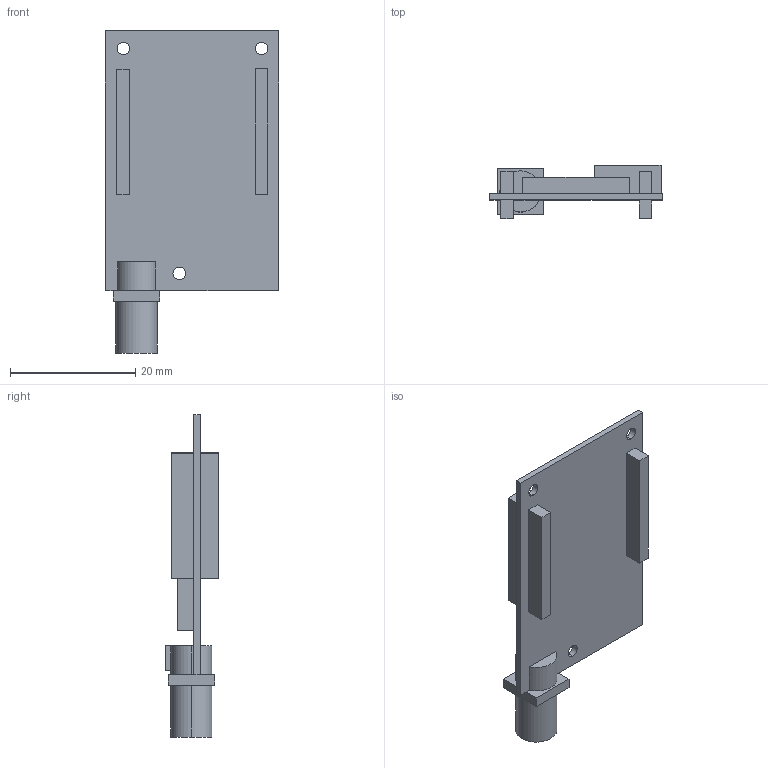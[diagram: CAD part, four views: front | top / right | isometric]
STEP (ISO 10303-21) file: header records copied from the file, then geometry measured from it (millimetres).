
FILE_DESCRIPTION (( 'STEP AP214' ), '1' );
FILE_NAME ('simpleRTK2Blite.STEP', '2020-07-23T23:50:15', ( '' ), ( '' ), 'SwSTEP 2.0', 'SolidWorks 2017', '' );
FILE_SCHEMA (( 'AUTOMOTIVE_DESIGN' ));
Length unit declared in the file: millimetre
Products named in the file (1): simpleRTK2Blite
Bounding box: 27.68 x 8.6 x 51.53 mm (x, y, z)
Volume: 3345.7 mm3; surface area: 3711.3 mm2
Topology: 1 solids, 1 shells, 264 faces, 692 edges, 460 vertices
Faces by surface type: plane 169, bspline 83, cylinder 12
Entity records: 12416 total; most frequent: CARTESIAN_POINT 5828, ORIENTED_EDGE 1384, DIRECTION 914, EDGE_CURVE 692, VECTOR 502, LINE 502, VERTEX_POINT 460, EDGE_LOOP 300
